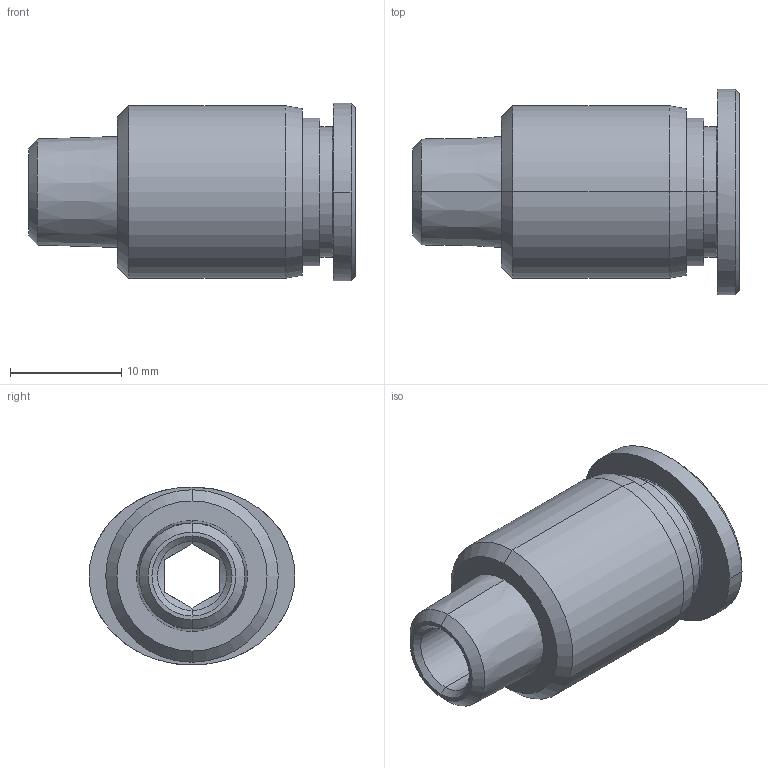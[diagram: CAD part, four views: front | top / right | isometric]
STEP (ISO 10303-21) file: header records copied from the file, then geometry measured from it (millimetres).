
FILE_DESCRIPTION((''),'2;1');
FILE_NAME('GPOC 1001(3D).stp','2012-12-26T18:12:54',(''),(''),'Mechanical Desktop.R8.0.24.0','Mechanical Desktop.R8.0.24.0',', , ');
FILE_SCHEMA(('CONFIG_CONTROL_DESIGN'));
Length unit declared in the file: millimetre
Products named in the file (2): GPOC 1001(3D); ºÎÇ°1
Assembly tree (1 placements, depth 2):
  GPOC 1001(3D)
    ºÎÇ°1
Bounding box: 29.4 x 18.5 x 16 mm (x, y, z)
Volume: 2642.2 mm3; surface area: 2580.6 mm2
Topology: 1 solids, 1 shells, 424 faces, 1203 edges, 797 vertices
Faces by surface type: plane 389, cone 16, cylinder 11, bspline 8
Entity records: 13962 total; most frequent: CARTESIAN_POINT 2861, ORIENTED_EDGE 2406, DIRECTION 2059, EDGE_CURVE 1203, VECTOR 1141, LINE 1141, VERTEX_POINT 797, AXIS2_PLACEMENT_3D 459
